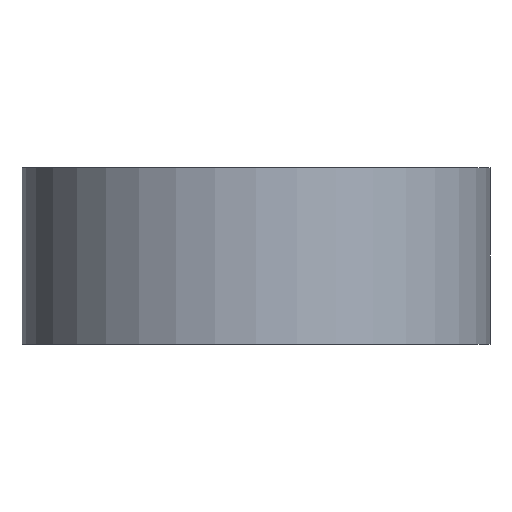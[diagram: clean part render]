
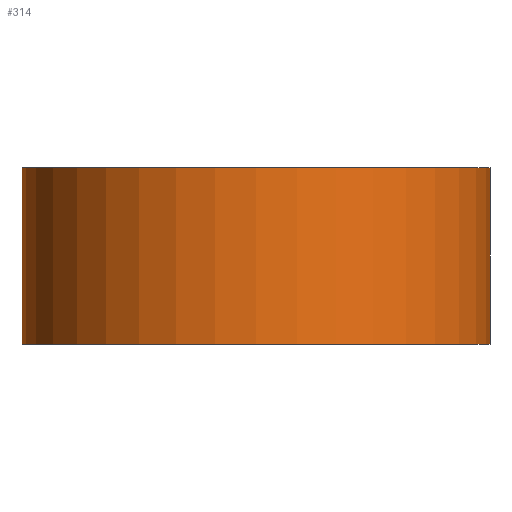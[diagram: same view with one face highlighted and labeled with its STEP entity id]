
A CAD part, front view. The second image highlights one B-rep face of the part: STEP entity #314.
In plain terms, the highlighted cylindrical face has radius 21.057 mm (diameter 42.113 mm), a partial arc.
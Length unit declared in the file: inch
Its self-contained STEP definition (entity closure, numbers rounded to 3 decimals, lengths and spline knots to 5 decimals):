
#1 = VECTOR ( 'NONE', #20, 39.37008 ) ;
#20 = DIRECTION ( 'NONE',  ( 0., 0., -1. ) ) ;
#37 = VECTOR ( 'NONE', #419, 39.37008 ) ;
#56 = CIRCLE ( 'NONE', #540, 0.829 ) ;
#61 = CIRCLE ( 'NONE', #469, 0.829 ) ;
#83 = CARTESIAN_POINT ( 'NONE',  ( -0.048, -2.031, 0.3125 ) ) ;
#119 = ORIENTED_EDGE ( 'NONE', *, *, #167, .T. ) ;
#121 = EDGE_CURVE ( 'NONE', #140, #185, #61, .T. ) ;
#123 = EDGE_LOOP ( 'NONE', ( #270, #200, #119, #301 ) ) ;
#140 = VERTEX_POINT ( 'NONE', #312 ) ;
#167 = EDGE_CURVE ( 'NONE', #174, #204, #56, .T. ) ;
#174 = VERTEX_POINT ( 'NONE', #503 ) ;
#179 = DIRECTION ( 'NONE',  ( 0., 0., -1. ) ) ;
#185 = VERTEX_POINT ( 'NONE', #519 ) ;
#200 = ORIENTED_EDGE ( 'NONE', *, *, #289, .F. ) ;
#204 = VERTEX_POINT ( 'NONE', #364 ) ;
#270 = ORIENTED_EDGE ( 'NONE', *, *, #121, .F. ) ;
#276 = DIRECTION ( 'NONE',  ( 1., 0., 0. ) ) ;
#283 = CARTESIAN_POINT ( 'NONE',  ( 0.781, -2.031, -0.3125 ) ) ;
#284 = FACE_OUTER_BOUND ( 'NONE', #123, .T. ) ;
#289 = EDGE_CURVE ( 'NONE', #174, #140, #290, .T. ) ;
#290 = LINE ( 'NONE', #368, #37 ) ;
#294 = CYLINDRICAL_SURFACE ( 'NONE', #485, 0.829 ) ;
#301 = ORIENTED_EDGE ( 'NONE', *, *, #382, .T. ) ;
#312 = CARTESIAN_POINT ( 'NONE',  ( 0.781, -1.202, -0.3125 ) ) ;
#314 = ADVANCED_FACE ( 'NONE', ( #284 ), #294, .T. ) ;
#363 = CARTESIAN_POINT ( 'NONE',  ( 0.781, -2.031, 0.3125 ) ) ;
#364 = CARTESIAN_POINT ( 'NONE',  ( -0.048, -2.031, 0.3125 ) ) ;
#368 = CARTESIAN_POINT ( 'NONE',  ( 0.781, -1.202, 0.3125 ) ) ;
#382 = EDGE_CURVE ( 'NONE', #204, #185, #461, .T. ) ;
#404 = DIRECTION ( 'NONE',  ( 0., 0., -1. ) ) ;
#413 = DIRECTION ( 'NONE',  ( 0., 0., -1. ) ) ;
#419 = DIRECTION ( 'NONE',  ( 0., 0., -1. ) ) ;
#431 = DIRECTION ( 'NONE',  ( -1., 0., 0. ) ) ;
#434 = CARTESIAN_POINT ( 'NONE',  ( 0.781, -2.031, 0.3125 ) ) ;
#441 = DIRECTION ( 'NONE',  ( 1., 0., 0. ) ) ;
#461 = LINE ( 'NONE', #83, #1 ) ;
#469 = AXIS2_PLACEMENT_3D ( 'NONE', #283, #179, #276 ) ;
#485 = AXIS2_PLACEMENT_3D ( 'NONE', #434, #413, #431 ) ;
#503 = CARTESIAN_POINT ( 'NONE',  ( 0.781, -1.202, 0.3125 ) ) ;
#519 = CARTESIAN_POINT ( 'NONE',  ( -0.048, -2.031, -0.3125 ) ) ;
#540 = AXIS2_PLACEMENT_3D ( 'NONE', #363, #404, #441 ) ;
